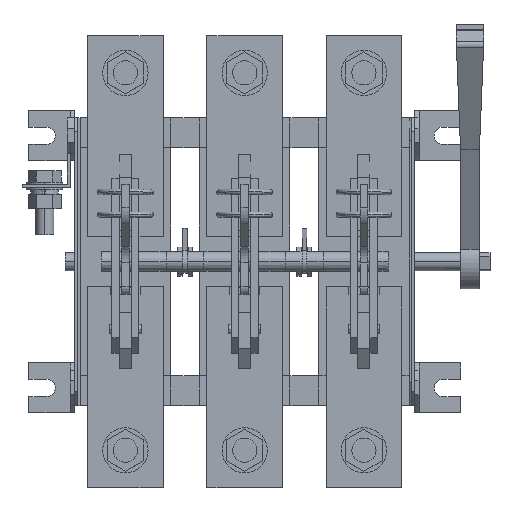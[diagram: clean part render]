
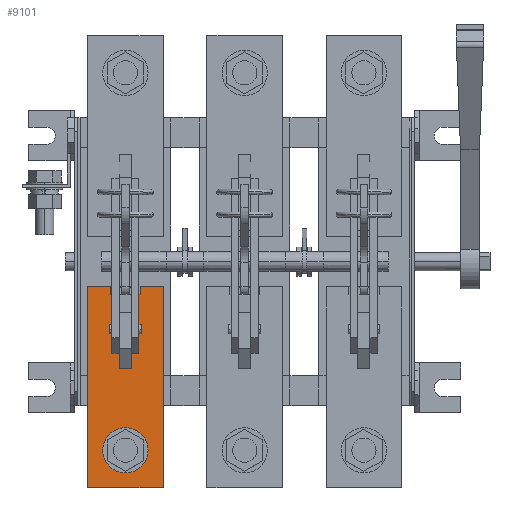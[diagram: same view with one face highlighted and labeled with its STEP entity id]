
A CAD part, top view. The second image highlights one B-rep face of the part: STEP entity #9101.
In plain terms, the highlighted planar face has unit normal (0, 0, 1).
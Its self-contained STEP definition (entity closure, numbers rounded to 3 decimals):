
#116 = LINE ( 'NONE', #19835, #16695 ) ;
#397 = VECTOR ( 'NONE', #18141, 1000. ) ;
#572 = EDGE_LOOP ( 'NONE', ( #17813, #17864 ) ) ;
#894 = VERTEX_POINT ( 'NONE', #18676 ) ;
#1135 = CARTESIAN_POINT ( 'NONE',  ( -75., -70.75, 31.25 ) ) ;
#1433 = LINE ( 'NONE', #6156, #23224 ) ;
#1677 = CARTESIAN_POINT ( 'NONE',  ( -54., -16.75, 31.25 ) ) ;
#1954 = AXIS2_PLACEMENT_3D ( 'NONE', #22279, #22244, #22241 ) ;
#2812 = EDGE_CURVE ( 'NONE', #22539, #12786, #116, .T. ) ;
#2815 = DIRECTION ( 'NONE',  ( 0., -1., 0. ) ) ;
#2935 = CARTESIAN_POINT ( 'NONE',  ( -88.15, -125., 31.25 ) ) ;
#4318 = EDGE_CURVE ( 'NONE', #4555, #24247, #13877, .T. ) ;
#4416 = EDGE_CURVE ( 'NONE', #24247, #18912, #17645, .T. ) ;
#4555 = VERTEX_POINT ( 'NONE', #16577 ) ;
#4882 = CARTESIAN_POINT ( 'NONE',  ( -104., -16.75, 31.25 ) ) ;
#5659 = DIRECTION ( 'NONE',  ( 1., 0., 0. ) ) ;
#5687 = DIRECTION ( 'NONE',  ( 0., 0., 1. ) ) ;
#5739 = VECTOR ( 'NONE', #14843, 1000. ) ;
#5849 = CARTESIAN_POINT ( 'NONE',  ( -79., 0., 31.25 ) ) ;
#5910 = PLANE ( 'NONE',  #25372 ) ;
#6116 = CARTESIAN_POINT ( 'NONE',  ( -75., -20.75, 31.25 ) ) ;
#6126 = FACE_OUTER_BOUND ( 'NONE', #28296, .T. ) ;
#6156 = CARTESIAN_POINT ( 'NONE',  ( -75., -20.75, 31.25 ) ) ;
#6510 = CIRCLE ( 'NONE', #1954, 9.15 ) ;
#7785 = CARTESIAN_POINT ( 'NONE',  ( -83., -70.75, 31.25 ) ) ;
#7996 = EDGE_CURVE ( 'NONE', #24188, #22879, #6510, .T. ) ;
#8710 = EDGE_CURVE ( 'NONE', #22879, #24188, #20859, .T. ) ;
#9101 = ADVANCED_FACE ( 'NONE', ( #11846, #6126, #22896 ), #5910, .T. ) ;
#10659 = DIRECTION ( 'NONE',  ( -1., 0., 0. ) ) ;
#10741 = DIRECTION ( 'NONE',  ( 0., 0., 1. ) ) ;
#10747 = CARTESIAN_POINT ( 'NONE',  ( -79., -125., 31.25 ) ) ;
#11782 = VECTOR ( 'NONE', #17307, 1000. ) ;
#11846 = FACE_BOUND ( 'NONE', #572, .T. ) ;
#12099 = CARTESIAN_POINT ( 'NONE',  ( -83., -20.75, 31.25 ) ) ;
#12786 = VERTEX_POINT ( 'NONE', #12099 ) ;
#13877 = LINE ( 'NONE', #17879, #26305 ) ;
#13917 = VECTOR ( 'NONE', #26644, 1000. ) ;
#14607 = LINE ( 'NONE', #22226, #13917 ) ;
#14796 = VERTEX_POINT ( 'NONE', #1135 ) ;
#14843 = DIRECTION ( 'NONE',  ( 0., 1., 0. ) ) ;
#15393 = EDGE_LOOP ( 'NONE', ( #18909, #18934, #19196, #19645 ) ) ;
#15914 = CARTESIAN_POINT ( 'NONE',  ( -75., -70.75, 31.25 ) ) ;
#16577 = CARTESIAN_POINT ( 'NONE',  ( -104., -149.75, 31.25 ) ) ;
#16695 = VECTOR ( 'NONE', #18638, 1000. ) ;
#17265 = LINE ( 'NONE', #4882, #28282 ) ;
#17307 = DIRECTION ( 'NONE',  ( 0., 1., 0. ) ) ;
#17327 = LINE ( 'NONE', #6116, #5739 ) ;
#17444 = CARTESIAN_POINT ( 'NONE',  ( -54., -16.75, 31.25 ) ) ;
#17645 = LINE ( 'NONE', #17444, #11782 ) ;
#17690 = LINE ( 'NONE', #15914, #397 ) ;
#17810 = DIRECTION ( 'NONE',  ( 1., 0., 0. ) ) ;
#17813 = ORIENTED_EDGE ( 'NONE', *, *, #7996, .F. ) ;
#17864 = ORIENTED_EDGE ( 'NONE', *, *, #8710, .F. ) ;
#17879 = CARTESIAN_POINT ( 'NONE',  ( -104., -149.75, 31.25 ) ) ;
#18141 = DIRECTION ( 'NONE',  ( -1., 0., 0. ) ) ;
#18151 = ORIENTED_EDGE ( 'NONE', *, *, #20454, .T. ) ;
#18423 = ORIENTED_EDGE ( 'NONE', *, *, #4318, .T. ) ;
#18524 = VERTEX_POINT ( 'NONE', #19180 ) ;
#18638 = DIRECTION ( 'NONE',  ( 0., 1., 0. ) ) ;
#18676 = CARTESIAN_POINT ( 'NONE',  ( -75., -20.75, 31.25 ) ) ;
#18680 = ORIENTED_EDGE ( 'NONE', *, *, #4416, .T. ) ;
#18781 = ORIENTED_EDGE ( 'NONE', *, *, #19439, .T. ) ;
#18909 = ORIENTED_EDGE ( 'NONE', *, *, #19305, .F. ) ;
#18912 = VERTEX_POINT ( 'NONE', #1677 ) ;
#18934 = ORIENTED_EDGE ( 'NONE', *, *, #19681, .F. ) ;
#19180 = CARTESIAN_POINT ( 'NONE',  ( -104., -16.75, 31.25 ) ) ;
#19196 = ORIENTED_EDGE ( 'NONE', *, *, #19531, .T. ) ;
#19305 = EDGE_CURVE ( 'NONE', #894, #12786, #1433, .T. ) ;
#19439 = EDGE_CURVE ( 'NONE', #18912, #18524, #14607, .T. ) ;
#19531 = EDGE_CURVE ( 'NONE', #14796, #22539, #17690, .T. ) ;
#19645 = ORIENTED_EDGE ( 'NONE', *, *, #2812, .T. ) ;
#19681 = EDGE_CURVE ( 'NONE', #14796, #894, #17327, .T. ) ;
#19835 = CARTESIAN_POINT ( 'NONE',  ( -83., -20.75, 31.25 ) ) ;
#20454 = EDGE_CURVE ( 'NONE', #18524, #4555, #17265, .T. ) ;
#20859 = CIRCLE ( 'NONE', #27180, 9.15 ) ;
#22226 = CARTESIAN_POINT ( 'NONE',  ( -104., -16.75, 31.25 ) ) ;
#22241 = DIRECTION ( 'NONE',  ( -1., 0., 0. ) ) ;
#22244 = DIRECTION ( 'NONE',  ( 0., 0., 1. ) ) ;
#22279 = CARTESIAN_POINT ( 'NONE',  ( -79., -125., 31.25 ) ) ;
#22491 = CARTESIAN_POINT ( 'NONE',  ( -69.85, -125., 31.25 ) ) ;
#22539 = VERTEX_POINT ( 'NONE', #7785 ) ;
#22670 = CARTESIAN_POINT ( 'NONE',  ( -54., -149.75, 31.25 ) ) ;
#22879 = VERTEX_POINT ( 'NONE', #2935 ) ;
#22896 = FACE_BOUND ( 'NONE', #15393, .T. ) ;
#23224 = VECTOR ( 'NONE', #23643, 1000. ) ;
#23643 = DIRECTION ( 'NONE',  ( -1., 0., 0. ) ) ;
#24188 = VERTEX_POINT ( 'NONE', #22491 ) ;
#24247 = VERTEX_POINT ( 'NONE', #22670 ) ;
#25372 = AXIS2_PLACEMENT_3D ( 'NONE', #5849, #5687, #5659 ) ;
#26305 = VECTOR ( 'NONE', #17810, 1000. ) ;
#26644 = DIRECTION ( 'NONE',  ( -1., 0., 0. ) ) ;
#27180 = AXIS2_PLACEMENT_3D ( 'NONE', #10747, #10741, #10659 ) ;
#28282 = VECTOR ( 'NONE', #2815, 1000. ) ;
#28296 = EDGE_LOOP ( 'NONE', ( #18151, #18423, #18680, #18781 ) ) ;
